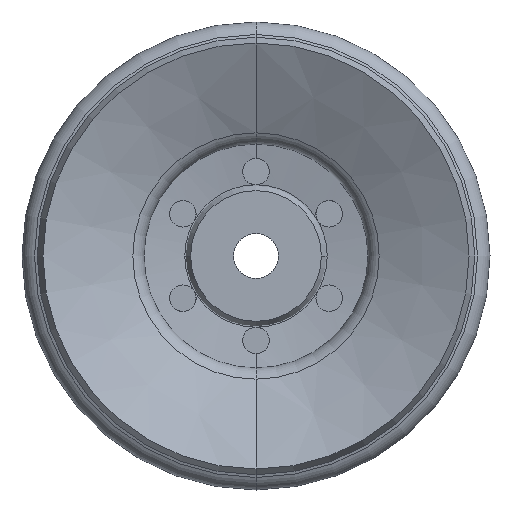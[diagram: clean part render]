
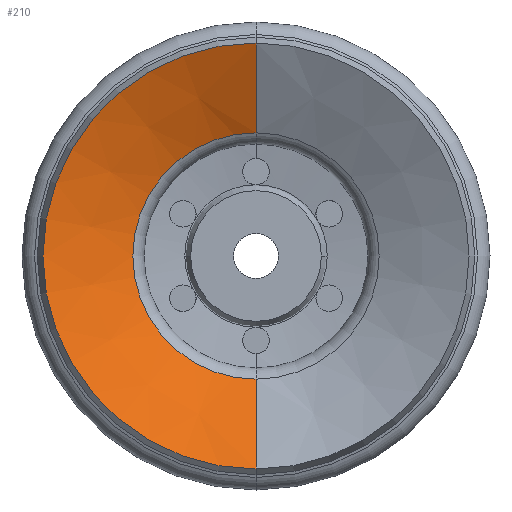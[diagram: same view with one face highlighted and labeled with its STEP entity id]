
A CAD part, front view. The second image highlights one B-rep face of the part: STEP entity #210.
In plain terms, the highlighted conical face has half-angle 64.342 degrees and reference radius 12.106 mm.
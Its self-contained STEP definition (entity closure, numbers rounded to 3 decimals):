
#210=ADVANCED_FACE('',(#516),#517,.F.);
#516=FACE_OUTER_BOUND('',#934,.T.);
#517=CONICAL_SURFACE('',#935,12.106,1.123);
#934=EDGE_LOOP('',(#4979,#4980,#4981,#4982));
#935=AXIS2_PLACEMENT_3D('',#4983,#4984,#4985);
#4979=ORIENTED_EDGE('',*,*,#5869,.T.);
#4980=ORIENTED_EDGE('',*,*,#5955,.T.);
#4981=ORIENTED_EDGE('',*,*,#5956,.F.);
#4982=ORIENTED_EDGE('',*,*,#5957,.F.);
#4983=CARTESIAN_POINT('',(0.0,-23.758,0.0));
#4984=DIRECTION('',(0.0,-1.0,-0.0));
#4985=DIRECTION('',(0.0,0.0,-1.0));
#5869=EDGE_CURVE('',#6321,#6325,#6327,.T.);
#5955=EDGE_CURVE('',#6325,#6460,#6466,.T.);
#5956=EDGE_CURVE('',#6461,#6460,#6467,.T.);
#5957=EDGE_CURVE('',#6321,#6461,#6468,.T.);
#6321=VERTEX_POINT('',#6955);
#6325=VERTEX_POINT('',#6959);
#6327=CIRCLE('',#6961,12.106);
#6460=VERTEX_POINT('',#7629);
#6461=VERTEX_POINT('',#7630);
#6466=LINE('',#7637,#7638);
#6467=CIRCLE('',#7639,20.937);
#6468=LINE('',#7640,#7641);
#6955=CARTESIAN_POINT('',(0.,-23.758,-12.106));
#6959=CARTESIAN_POINT('',(0.0,-23.758,12.106));
#6961=AXIS2_PLACEMENT_3D('',#9417,#9418,#9419);
#7629=CARTESIAN_POINT('',(0.,-28.0,20.937));
#7630=CARTESIAN_POINT('',(0.0,-28.0,-20.937));
#7637=CARTESIAN_POINT('',(0.,-23.758,12.106));
#7638=VECTOR('',#9515,1000.0);
#7639=AXIS2_PLACEMENT_3D('',#9516,#9517,#9518);
#7640=CARTESIAN_POINT('',(0.0,-23.758,-12.106));
#7641=VECTOR('',#9519,1000.0);
#9417=CARTESIAN_POINT('',(0.0,-23.758,0.0));
#9418=DIRECTION('',(0.0,1.0,0.0));
#9419=DIRECTION('',(0.0,0.0,1.0));
#9515=DIRECTION('',(0.,-0.433,0.901));
#9516=CARTESIAN_POINT('',(0.0,-28.0,0.0));
#9517=DIRECTION('',(0.0,1.0,0.0));
#9518=DIRECTION('',(0.0,0.0,1.0));
#9519=DIRECTION('',(0.0,-0.433,-0.901));
